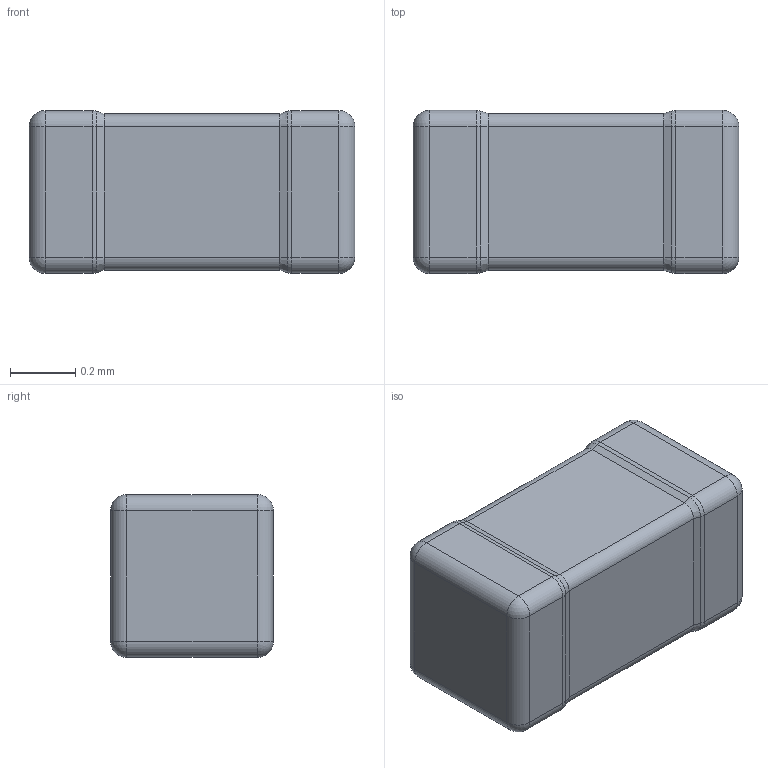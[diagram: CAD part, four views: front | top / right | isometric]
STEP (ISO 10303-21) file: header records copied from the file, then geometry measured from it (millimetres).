
FILE_DESCRIPTION (( 'STEP AP214' ), '1' );
FILE_NAME ('User Library-Capacitor 0402.STEP', '2017-02-09T16:23:00', ( 'Windows User' ), ( '' ), 'SwSTEP 2.0', 'SolidWorks 2017', '' );
FILE_SCHEMA (( 'AUTOMOTIVE_DESIGN' ));
Length unit declared in the file: millimetre
Products named in the file (1): User Library-Capacitor 0402
Bounding box: 1 x 0.5 x 0.5 mm (x, y, z)
Surface area: 2.3 mm2 (no closed solid volume)
Topology: 0 solids, 1 shells, 74 faces, 160 edges, 72 vertices
Faces by surface type: cylinder 28, sphere 16, bspline 16, plane 14
Entity records: 2789 total; most frequent: CARTESIAN_POINT 515, DIRECTION 310, ORIENTED_EDGE 288, EDGE_CURVE 144, AXIS2_PLACEMENT_3D 123, UNCERTAINTY_MEASURE_WITH_UNIT 76, FILL_AREA_STYLE_COLOUR 75, MECHANICAL_DESIGN_GEOMETRIC_PRESENTATION_REPRESENTATION 75
